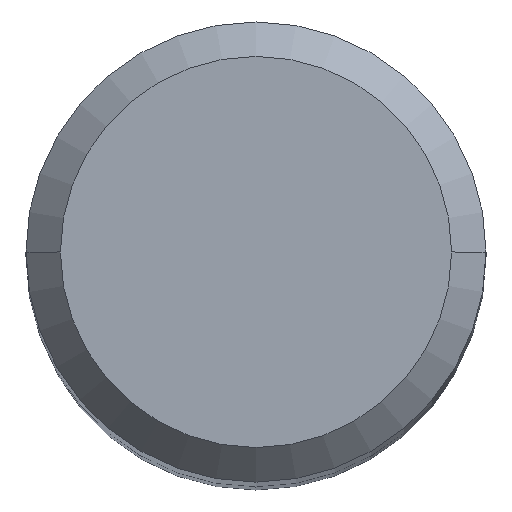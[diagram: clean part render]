
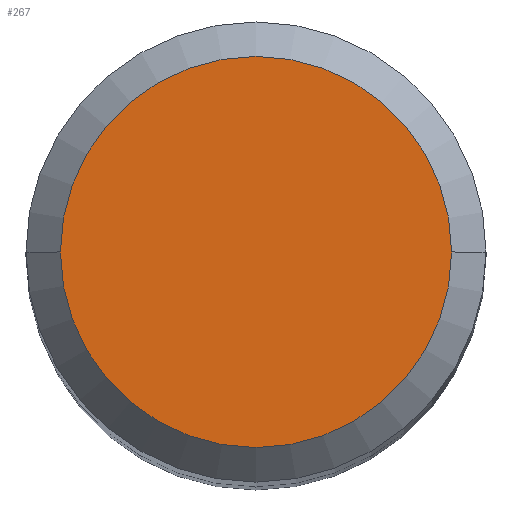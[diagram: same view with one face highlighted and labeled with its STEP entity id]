
A CAD part, top view. The second image highlights one B-rep face of the part: STEP entity #267.
In plain terms, the highlighted planar face has unit normal (0, 0, 1).
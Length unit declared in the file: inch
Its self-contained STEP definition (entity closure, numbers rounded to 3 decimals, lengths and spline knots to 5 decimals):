
#1 = AXIS2_PLACEMENT_3D ( 'NONE', #205, #53, #268 ) ;
#2 = VERTEX_POINT ( 'NONE', #252 ) ;
#17 = ORIENTED_EDGE ( 'NONE', *, *, #326, .T. ) ;
#53 = DIRECTION ( 'NONE',  ( 0., 0., 1. ) ) ;
#90 = CARTESIAN_POINT ( 'NONE',  ( -0.20077, 0., 0. ) ) ;
#106 = AXIS2_PLACEMENT_3D ( 'NONE', #226, #364, #319 ) ;
#155 = EDGE_CURVE ( 'NONE', #2, #347, #208, .T. ) ;
#156 = CARTESIAN_POINT ( 'NONE',  ( 0., 0., 0. ) ) ;
#199 = EDGE_LOOP ( 'NONE', ( #17, #321 ) ) ;
#205 = CARTESIAN_POINT ( 'NONE',  ( 0., 0., 0. ) ) ;
#208 = CIRCLE ( 'NONE', #106, 0.20077 ) ;
#226 = CARTESIAN_POINT ( 'NONE',  ( 0., 0., 0. ) ) ;
#252 = CARTESIAN_POINT ( 'NONE',  ( 0.20077, 0., 0. ) ) ;
#255 = DIRECTION ( 'NONE',  ( -1., 0., 0. ) ) ;
#267 = ADVANCED_FACE ( 'NONE', ( #434 ), #327, .F. ) ;
#268 = DIRECTION ( 'NONE',  ( 1., 0., 0. ) ) ;
#290 = DIRECTION ( 'NONE',  ( 0., 0., -1. ) ) ;
#319 = DIRECTION ( 'NONE',  ( 1., 0., 0. ) ) ;
#321 = ORIENTED_EDGE ( 'NONE', *, *, #155, .T. ) ;
#326 = EDGE_CURVE ( 'NONE', #347, #2, #379, .T. ) ;
#327 = PLANE ( 'NONE',  #411 ) ;
#347 = VERTEX_POINT ( 'NONE', #90 ) ;
#364 = DIRECTION ( 'NONE',  ( 0., 0., 1. ) ) ;
#379 = CIRCLE ( 'NONE', #1, 0.20077 ) ;
#411 = AXIS2_PLACEMENT_3D ( 'NONE', #156, #290, #255 ) ;
#434 = FACE_OUTER_BOUND ( 'NONE', #199, .T. ) ;
